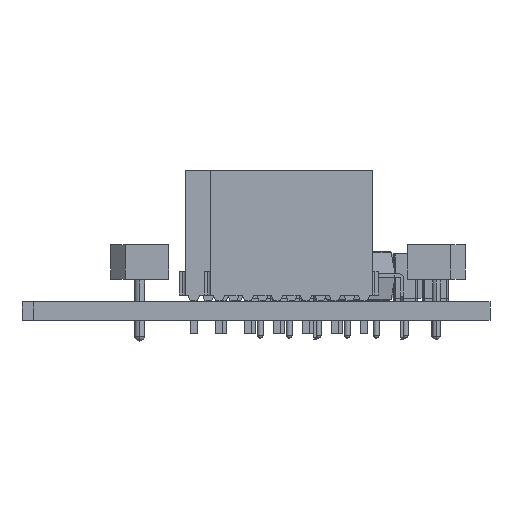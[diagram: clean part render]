
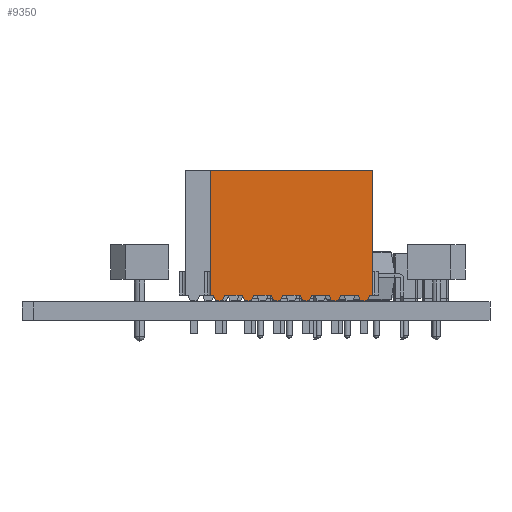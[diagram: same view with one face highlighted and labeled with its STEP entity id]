
A CAD part, front view. The second image highlights one B-rep face of the part: STEP entity #9350.
In plain terms, the highlighted face is planar.
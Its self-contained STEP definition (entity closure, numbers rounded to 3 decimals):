
#6207 = VERTEX_POINT('',#6208);
#6208 = CARTESIAN_POINT('',(7.075,2.5,-10.9));
#6214 = EDGE_CURVE('',#6215,#6207,#6217,.T.);
#6215 = VERTEX_POINT('',#6216);
#6216 = CARTESIAN_POINT('',(7.075,2.5,0.));
#6217 = LINE('',#6218,#6219);
#6218 = CARTESIAN_POINT('',(7.075,2.5,0.));
#6219 = VECTOR('',#6220,1.);
#6220 = DIRECTION('',(0.,0.,-1.));
#6293 = VERTEX_POINT('',#6294);
#6294 = CARTESIAN_POINT('',(-7.075,2.5,0.));
#6300 = EDGE_CURVE('',#6293,#6301,#6303,.T.);
#6301 = VERTEX_POINT('',#6302);
#6302 = CARTESIAN_POINT('',(-7.075,2.5,-10.9));
#6303 = LINE('',#6304,#6305);
#6304 = CARTESIAN_POINT('',(-7.075,2.5,0.));
#6305 = VECTOR('',#6306,1.);
#6306 = DIRECTION('',(0.,0.,-1.));
#6612 = EDGE_CURVE('',#6613,#6301,#6615,.T.);
#6613 = VERTEX_POINT('',#6614);
#6614 = CARTESIAN_POINT('',(-6.85,2.5,-10.9));
#6615 = LINE('',#6616,#6617);
#6616 = CARTESIAN_POINT('',(-6.85,2.5,-10.9));
#6617 = VECTOR('',#6618,1.);
#6618 = DIRECTION('',(-1.,0.,0.));
#6637 = VERTEX_POINT('',#6638);
#6638 = CARTESIAN_POINT('',(-5.85,2.5,-10.9));
#6644 = EDGE_CURVE('',#6645,#6637,#6647,.T.);
#6645 = VERTEX_POINT('',#6646);
#6646 = CARTESIAN_POINT('',(-4.31,2.5,-10.9));
#6647 = LINE('',#6648,#6649);
#6648 = CARTESIAN_POINT('',(-4.31,2.5,-10.9));
#6649 = VECTOR('',#6650,1.);
#6650 = DIRECTION('',(-1.,0.,0.));
#6669 = VERTEX_POINT('',#6670);
#6670 = CARTESIAN_POINT('',(-3.31,2.5,-10.9));
#6676 = EDGE_CURVE('',#6677,#6669,#6679,.T.);
#6677 = VERTEX_POINT('',#6678);
#6678 = CARTESIAN_POINT('',(-1.77,2.5,-10.9));
#6679 = LINE('',#6680,#6681);
#6680 = CARTESIAN_POINT('',(-1.77,2.5,-10.9));
#6681 = VECTOR('',#6682,1.);
#6682 = DIRECTION('',(-1.,0.,0.));
#6701 = VERTEX_POINT('',#6702);
#6702 = CARTESIAN_POINT('',(-0.77,2.5,-10.9));
#6708 = EDGE_CURVE('',#6709,#6701,#6711,.T.);
#6709 = VERTEX_POINT('',#6710);
#6710 = CARTESIAN_POINT('',(0.77,2.5,-10.9));
#6711 = LINE('',#6712,#6713);
#6712 = CARTESIAN_POINT('',(0.77,2.5,-10.9));
#6713 = VECTOR('',#6714,1.);
#6714 = DIRECTION('',(-1.,0.,0.));
#6733 = VERTEX_POINT('',#6734);
#6734 = CARTESIAN_POINT('',(1.77,2.5,-10.9));
#6740 = EDGE_CURVE('',#6741,#6733,#6743,.T.);
#6741 = VERTEX_POINT('',#6742);
#6742 = CARTESIAN_POINT('',(3.31,2.5,-10.9));
#6743 = LINE('',#6744,#6745);
#6744 = CARTESIAN_POINT('',(3.31,2.5,-10.9));
#6745 = VECTOR('',#6746,1.);
#6746 = DIRECTION('',(-1.,0.,0.));
#6765 = VERTEX_POINT('',#6766);
#6766 = CARTESIAN_POINT('',(4.31,2.5,-10.9));
#6772 = EDGE_CURVE('',#6773,#6765,#6775,.T.);
#6773 = VERTEX_POINT('',#6774);
#6774 = CARTESIAN_POINT('',(5.85,2.5,-10.9));
#6775 = LINE('',#6776,#6777);
#6776 = CARTESIAN_POINT('',(5.85,2.5,-10.9));
#6777 = VECTOR('',#6778,1.);
#6778 = DIRECTION('',(-1.,0.,0.));
#6797 = VERTEX_POINT('',#6798);
#6798 = CARTESIAN_POINT('',(6.85,2.5,-10.9));
#6804 = EDGE_CURVE('',#6207,#6797,#6805,.T.);
#6805 = LINE('',#6806,#6807);
#6806 = CARTESIAN_POINT('',(7.075,2.5,-10.9));
#6807 = VECTOR('',#6808,1.);
#6808 = DIRECTION('',(-1.,0.,0.));
#9350 = ADVANCED_FACE('',(#9351),#9500,.T.);
#9351 = FACE_BOUND('',#9352,.T.);
#9352 = EDGE_LOOP('',(#9353,#9354,#9362,#9370,#9376,#9377,#9385,#9393,
    #9399,#9400,#9408,#9416,#9422,#9423,#9431,#9439,#9445,#9446,#9454,
    #9462,#9468,#9469,#9470,#9476,#9477,#9478,#9486,#9494));
#9353 = ORIENTED_EDGE('',*,*,#6772,.T.);
#9354 = ORIENTED_EDGE('',*,*,#9355,.F.);
#9355 = EDGE_CURVE('',#9356,#6765,#9358,.T.);
#9356 = VERTEX_POINT('',#9357);
#9357 = CARTESIAN_POINT('',(4.11,2.5,-11.4));
#9358 = LINE('',#9359,#9360);
#9359 = CARTESIAN_POINT('',(4.11,2.5,-11.4));
#9360 = VECTOR('',#9361,1.);
#9361 = DIRECTION('',(0.371,0.,0.928));
#9362 = ORIENTED_EDGE('',*,*,#9363,.T.);
#9363 = EDGE_CURVE('',#9356,#9364,#9366,.T.);
#9364 = VERTEX_POINT('',#9365);
#9365 = CARTESIAN_POINT('',(3.51,2.5,-11.4));
#9366 = LINE('',#9367,#9368);
#9367 = CARTESIAN_POINT('',(4.11,2.5,-11.4));
#9368 = VECTOR('',#9369,1.);
#9369 = DIRECTION('',(-1.,0.,0.));
#9370 = ORIENTED_EDGE('',*,*,#9371,.F.);
#9371 = EDGE_CURVE('',#6741,#9364,#9372,.T.);
#9372 = LINE('',#9373,#9374);
#9373 = CARTESIAN_POINT('',(3.31,2.5,-10.9));
#9374 = VECTOR('',#9375,1.);
#9375 = DIRECTION('',(0.371,0.,-0.928));
#9376 = ORIENTED_EDGE('',*,*,#6740,.T.);
#9377 = ORIENTED_EDGE('',*,*,#9378,.F.);
#9378 = EDGE_CURVE('',#9379,#6733,#9381,.T.);
#9379 = VERTEX_POINT('',#9380);
#9380 = CARTESIAN_POINT('',(1.57,2.5,-11.4));
#9381 = LINE('',#9382,#9383);
#9382 = CARTESIAN_POINT('',(1.57,2.5,-11.4));
#9383 = VECTOR('',#9384,1.);
#9384 = DIRECTION('',(0.371,0.,0.928));
#9385 = ORIENTED_EDGE('',*,*,#9386,.T.);
#9386 = EDGE_CURVE('',#9379,#9387,#9389,.T.);
#9387 = VERTEX_POINT('',#9388);
#9388 = CARTESIAN_POINT('',(0.97,2.5,-11.4));
#9389 = LINE('',#9390,#9391);
#9390 = CARTESIAN_POINT('',(1.57,2.5,-11.4));
#9391 = VECTOR('',#9392,1.);
#9392 = DIRECTION('',(-1.,0.,0.));
#9393 = ORIENTED_EDGE('',*,*,#9394,.F.);
#9394 = EDGE_CURVE('',#6709,#9387,#9395,.T.);
#9395 = LINE('',#9396,#9397);
#9396 = CARTESIAN_POINT('',(0.77,2.5,-10.9));
#9397 = VECTOR('',#9398,1.);
#9398 = DIRECTION('',(0.371,0.,-0.928));
#9399 = ORIENTED_EDGE('',*,*,#6708,.T.);
#9400 = ORIENTED_EDGE('',*,*,#9401,.F.);
#9401 = EDGE_CURVE('',#9402,#6701,#9404,.T.);
#9402 = VERTEX_POINT('',#9403);
#9403 = CARTESIAN_POINT('',(-0.97,2.5,-11.4));
#9404 = LINE('',#9405,#9406);
#9405 = CARTESIAN_POINT('',(-0.97,2.5,-11.4));
#9406 = VECTOR('',#9407,1.);
#9407 = DIRECTION('',(0.371,0.,0.928));
#9408 = ORIENTED_EDGE('',*,*,#9409,.T.);
#9409 = EDGE_CURVE('',#9402,#9410,#9412,.T.);
#9410 = VERTEX_POINT('',#9411);
#9411 = CARTESIAN_POINT('',(-1.57,2.5,-11.4));
#9412 = LINE('',#9413,#9414);
#9413 = CARTESIAN_POINT('',(-0.97,2.5,-11.4));
#9414 = VECTOR('',#9415,1.);
#9415 = DIRECTION('',(-1.,0.,0.));
#9416 = ORIENTED_EDGE('',*,*,#9417,.F.);
#9417 = EDGE_CURVE('',#6677,#9410,#9418,.T.);
#9418 = LINE('',#9419,#9420);
#9419 = CARTESIAN_POINT('',(-1.77,2.5,-10.9));
#9420 = VECTOR('',#9421,1.);
#9421 = DIRECTION('',(0.371,0.,-0.928));
#9422 = ORIENTED_EDGE('',*,*,#6676,.T.);
#9423 = ORIENTED_EDGE('',*,*,#9424,.F.);
#9424 = EDGE_CURVE('',#9425,#6669,#9427,.T.);
#9425 = VERTEX_POINT('',#9426);
#9426 = CARTESIAN_POINT('',(-3.51,2.5,-11.4));
#9427 = LINE('',#9428,#9429);
#9428 = CARTESIAN_POINT('',(-3.51,2.5,-11.4));
#9429 = VECTOR('',#9430,1.);
#9430 = DIRECTION('',(0.371,0.,0.928));
#9431 = ORIENTED_EDGE('',*,*,#9432,.T.);
#9432 = EDGE_CURVE('',#9425,#9433,#9435,.T.);
#9433 = VERTEX_POINT('',#9434);
#9434 = CARTESIAN_POINT('',(-4.11,2.5,-11.4));
#9435 = LINE('',#9436,#9437);
#9436 = CARTESIAN_POINT('',(-3.51,2.5,-11.4));
#9437 = VECTOR('',#9438,1.);
#9438 = DIRECTION('',(-1.,0.,0.));
#9439 = ORIENTED_EDGE('',*,*,#9440,.F.);
#9440 = EDGE_CURVE('',#6645,#9433,#9441,.T.);
#9441 = LINE('',#9442,#9443);
#9442 = CARTESIAN_POINT('',(-4.31,2.5,-10.9));
#9443 = VECTOR('',#9444,1.);
#9444 = DIRECTION('',(0.371,0.,-0.928));
#9445 = ORIENTED_EDGE('',*,*,#6644,.T.);
#9446 = ORIENTED_EDGE('',*,*,#9447,.F.);
#9447 = EDGE_CURVE('',#9448,#6637,#9450,.T.);
#9448 = VERTEX_POINT('',#9449);
#9449 = CARTESIAN_POINT('',(-6.05,2.5,-11.4));
#9450 = LINE('',#9451,#9452);
#9451 = CARTESIAN_POINT('',(-6.05,2.5,-11.4));
#9452 = VECTOR('',#9453,1.);
#9453 = DIRECTION('',(0.371,0.,0.928));
#9454 = ORIENTED_EDGE('',*,*,#9455,.T.);
#9455 = EDGE_CURVE('',#9448,#9456,#9458,.T.);
#9456 = VERTEX_POINT('',#9457);
#9457 = CARTESIAN_POINT('',(-6.65,2.5,-11.4));
#9458 = LINE('',#9459,#9460);
#9459 = CARTESIAN_POINT('',(-6.05,2.5,-11.4));
#9460 = VECTOR('',#9461,1.);
#9461 = DIRECTION('',(-1.,0.,0.));
#9462 = ORIENTED_EDGE('',*,*,#9463,.T.);
#9463 = EDGE_CURVE('',#9456,#6613,#9464,.T.);
#9464 = LINE('',#9465,#9466);
#9465 = CARTESIAN_POINT('',(-6.65,2.5,-11.4));
#9466 = VECTOR('',#9467,1.);
#9467 = DIRECTION('',(-0.371,0.,0.928));
#9468 = ORIENTED_EDGE('',*,*,#6612,.T.);
#9469 = ORIENTED_EDGE('',*,*,#6300,.F.);
#9470 = ORIENTED_EDGE('',*,*,#9471,.F.);
#9471 = EDGE_CURVE('',#6215,#6293,#9472,.T.);
#9472 = LINE('',#9473,#9474);
#9473 = CARTESIAN_POINT('',(7.075,2.5,0.));
#9474 = VECTOR('',#9475,1.);
#9475 = DIRECTION('',(-1.,0.,0.));
#9476 = ORIENTED_EDGE('',*,*,#6214,.T.);
#9477 = ORIENTED_EDGE('',*,*,#6804,.T.);
#9478 = ORIENTED_EDGE('',*,*,#9479,.T.);
#9479 = EDGE_CURVE('',#6797,#9480,#9482,.T.);
#9480 = VERTEX_POINT('',#9481);
#9481 = CARTESIAN_POINT('',(6.65,2.5,-11.4));
#9482 = LINE('',#9483,#9484);
#9483 = CARTESIAN_POINT('',(6.85,2.5,-10.9));
#9484 = VECTOR('',#9485,1.);
#9485 = DIRECTION('',(-0.371,0.,-0.928));
#9486 = ORIENTED_EDGE('',*,*,#9487,.T.);
#9487 = EDGE_CURVE('',#9480,#9488,#9490,.T.);
#9488 = VERTEX_POINT('',#9489);
#9489 = CARTESIAN_POINT('',(6.05,2.5,-11.4));
#9490 = LINE('',#9491,#9492);
#9491 = CARTESIAN_POINT('',(6.65,2.5,-11.4));
#9492 = VECTOR('',#9493,1.);
#9493 = DIRECTION('',(-1.,0.,0.));
#9494 = ORIENTED_EDGE('',*,*,#9495,.F.);
#9495 = EDGE_CURVE('',#6773,#9488,#9496,.T.);
#9496 = LINE('',#9497,#9498);
#9497 = CARTESIAN_POINT('',(5.85,2.5,-10.9));
#9498 = VECTOR('',#9499,1.);
#9499 = DIRECTION('',(0.371,0.,-0.928));
#9500 = PLANE('',#9501);
#9501 = AXIS2_PLACEMENT_3D('',#9502,#9503,#9504);
#9502 = CARTESIAN_POINT('',(7.62,2.5,0.));
#9503 = DIRECTION('',(0.,1.,0.));
#9504 = DIRECTION('',(1.,0.,0.));
